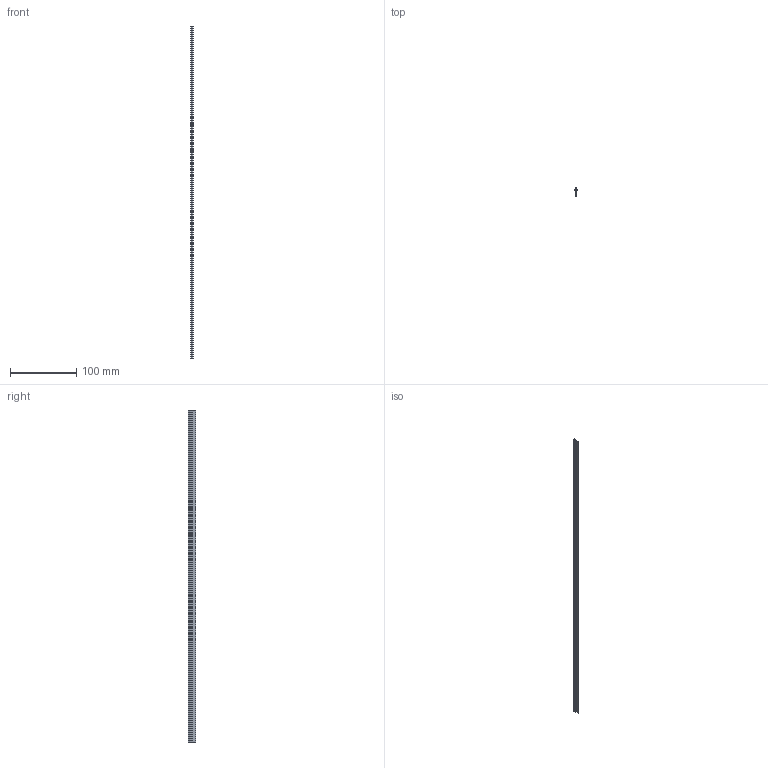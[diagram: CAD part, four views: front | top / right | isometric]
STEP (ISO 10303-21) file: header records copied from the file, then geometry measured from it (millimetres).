
FILE_DESCRIPTION(('SolidDesigner STEP Export'),'2;1');
FILE_NAME('2966786_FBST_500_PLC_RD-select.stp','2015-02-16T12:38:25',(''),(''),'Creo Elements/Direct Modeling STEP processor for AP214 (Solid Model)','Creo Elements/Direct Modeling 18.1 06-May-2012 (C) Parametric Technology GmbH','');
FILE_SCHEMA(('AUTOMOTIVE_DESIGN { 1 0 10303 214 1 1 1 1 }'));
Length unit declared in the file: millimetre
Products named in the file (2): 2966786_FBST_500_PLC_RD-select
Assembly tree (1 placements, depth 2):
  2966786_FBST_500_PLC_RD-select
    2966786_FBST_500_PLC_RD-select
Bounding box: 3.36 x 11.3 x 502 mm (x, y, z)
Volume: 10439.8 mm3; surface area: 15267.3 mm2
Topology: 1 solids, 1 shells, 38 faces, 104 edges, 68 vertices
Faces by surface type: plane 24, cylinder 14
Entity records: 1538 total; most frequent: CARTESIAN_POINT 209, ORIENTED_EDGE 208, DIRECTION 206, EDGE_CURVE 104, VECTOR 76, LINE 76, VERTEX_POINT 68, AXIS2_PLACEMENT_3D 65
